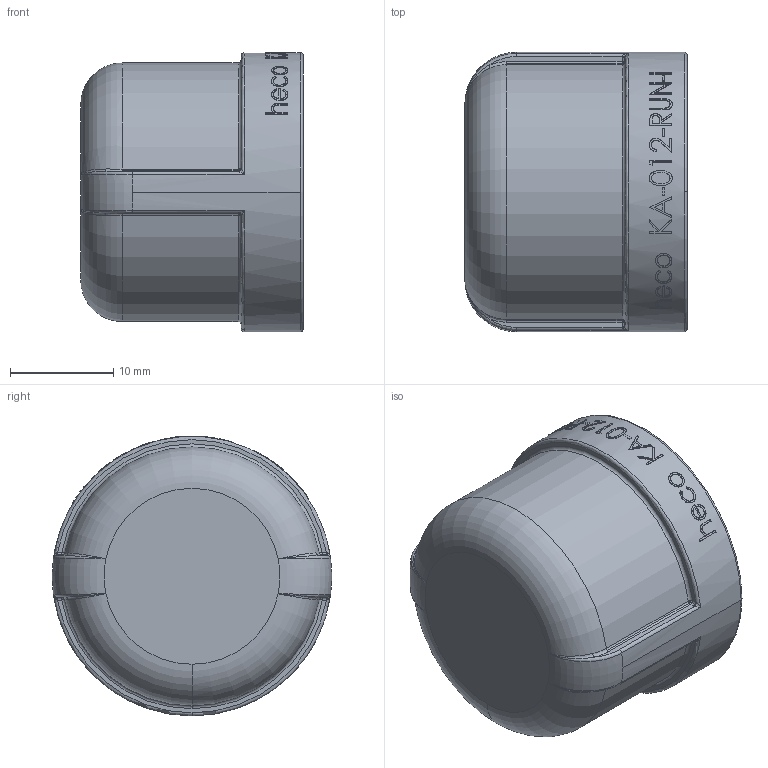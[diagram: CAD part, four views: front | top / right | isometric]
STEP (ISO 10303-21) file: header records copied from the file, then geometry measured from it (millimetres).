
FILE_DESCRIPTION (( 'STEP AP214' ), '1' );
FILE_NAME ('heco_KA-012-RUN-I.STEP', '2016-09-13T12:25:28', ( '' ), ( '' ), 'SwSTEP 2.0', 'SolidWorks 2016', '' );
FILE_SCHEMA (( 'AUTOMOTIVE_DESIGN' ));
Length unit declared in the file: millimetre
Products named in the file (1): heco_KA-012-RUN-I
Bounding box: 21.5 x 27 x 27.05 mm (x, y, z)
Volume: 5001.4 mm3; surface area: 3967 mm2
Topology: 1 solids, 1 shells, 258 faces, 663 edges, 422 vertices
Faces by surface type: bspline 103, plane 79, cylinder 49, torus 15, sphere 8, cone 4
Entity records: 17808 total; most frequent: CARTESIAN_POINT 10547, ORIENTED_EDGE 1310, DIRECTION 789, EDGE_CURVE 655, VERTEX_POINT 422, B_SPLINE_CURVE_WITH_KNOTS 345, AXIS2_PLACEMENT_3D 323, EDGE_LOOP 281
